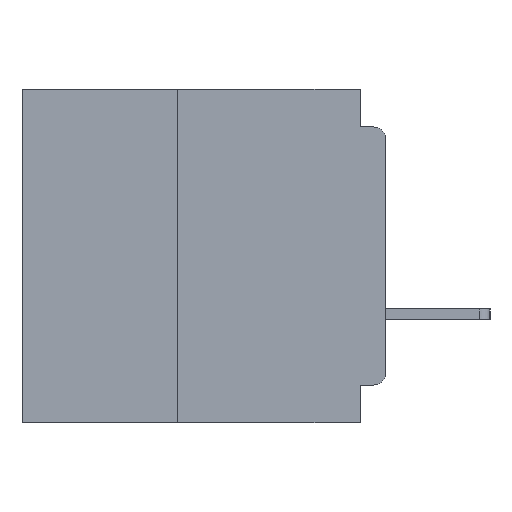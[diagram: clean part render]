
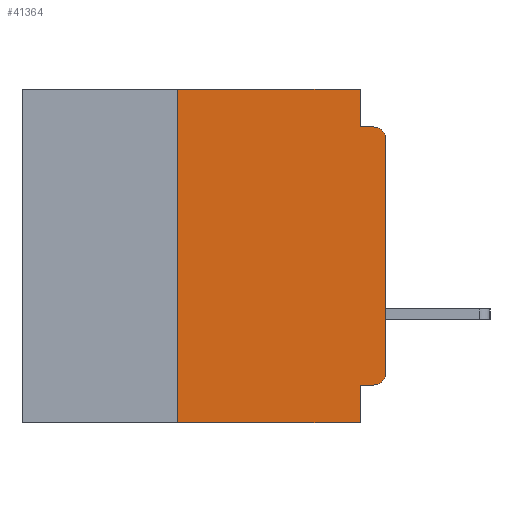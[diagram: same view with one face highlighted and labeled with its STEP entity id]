
A CAD part, left-side view. The second image highlights one B-rep face of the part: STEP entity #41364.
In plain terms, the highlighted planar face has unit normal (-1, 0, 0).
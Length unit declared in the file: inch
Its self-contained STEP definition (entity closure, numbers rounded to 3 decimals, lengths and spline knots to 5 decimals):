
#330 = DIRECTION ( 'NONE',  ( 0., 0., -1. ) ) ;
#586 = CARTESIAN_POINT ( 'NONE',  ( 0., 0.015, -0.045 ) ) ;
#1904 = ORIENTED_EDGE ( 'NONE', *, *, #8812, .T. ) ;
#2114 = ORIENTED_EDGE ( 'NONE', *, *, #19719, .F. ) ;
#2122 = VERTEX_POINT ( 'NONE', #59000 ) ;
#2216 = DIRECTION ( 'NONE',  ( 0., 0., -1. ) ) ;
#3162 = EDGE_CURVE ( 'NONE', #52439, #28626, #17388, .T. ) ;
#4605 = VECTOR ( 'NONE', #27117, 39.37008 ) ;
#4686 = CARTESIAN_POINT ( 'NONE',  ( 0., 0., -0.34 ) ) ;
#6281 = VERTEX_POINT ( 'NONE', #36471 ) ;
#8812 = EDGE_CURVE ( 'NONE', #6281, #2122, #47494, .T. ) ;
#10729 = ORIENTED_EDGE ( 'NONE', *, *, #38844, .F. ) ;
#11573 = EDGE_CURVE ( 'NONE', #36577, #33976, #32153, .T. ) ;
#12647 = CARTESIAN_POINT ( 'NONE',  ( 0., 0., -0.045 ) ) ;
#13041 = CARTESIAN_POINT ( 'NONE',  ( 0., 0.437, 0. ) ) ;
#13045 = DIRECTION ( 'NONE',  ( 0., 0., 1. ) ) ;
#13859 = EDGE_CURVE ( 'NONE', #6281, #20810, #61045, .T. ) ;
#13939 = CARTESIAN_POINT ( 'NONE',  ( 0., 0.015, -0.06 ) ) ;
#17388 = LINE ( 'NONE', #55800, #4605 ) ;
#18660 = CARTESIAN_POINT ( 'NONE',  ( 0., 0.031, 0. ) ) ;
#18728 = DIRECTION ( 'NONE',  ( 0., 0., -1. ) ) ;
#19571 = AXIS2_PLACEMENT_3D ( 'NONE', #25607, #59076, #30410 ) ;
#19719 = EDGE_CURVE ( 'NONE', #30191, #52521, #29258, .T. ) ;
#20810 = VERTEX_POINT ( 'NONE', #29990 ) ;
#20843 = ORIENTED_EDGE ( 'NONE', *, *, #11573, .T. ) ;
#21347 = CARTESIAN_POINT ( 'NONE',  ( 0., 0.437, 0. ) ) ;
#22008 = VECTOR ( 'NONE', #41270, 39.37008 ) ;
#22525 = LINE ( 'NONE', #27947, #60714 ) ;
#22769 = ORIENTED_EDGE ( 'NONE', *, *, #34947, .T. ) ;
#23082 = VECTOR ( 'NONE', #56116, 39.37008 ) ;
#23238 = CIRCLE ( 'NONE', #19571, 0.015 ) ;
#23457 = DIRECTION ( 'NONE',  ( 0., 0., -1. ) ) ;
#23485 = LINE ( 'NONE', #12647, #22008 ) ;
#23592 = VECTOR ( 'NONE', #39515, 39.37008 ) ;
#23696 = EDGE_LOOP ( 'NONE', ( #22769, #20843, #10729, #2114, #61167, #29092, #1904, #40642, #34228, #26013 ) ) ;
#25308 = CARTESIAN_POINT ( 'NONE',  ( 0., 0.437, -0.4 ) ) ;
#25607 = CARTESIAN_POINT ( 'NONE',  ( 0., 0.015, -0.34 ) ) ;
#26013 = ORIENTED_EDGE ( 'NONE', *, *, #50627, .T. ) ;
#26376 = AXIS2_PLACEMENT_3D ( 'NONE', #13939, #47324, #18728 ) ;
#27117 = DIRECTION ( 'NONE',  ( 0., 1., 0. ) ) ;
#27947 = CARTESIAN_POINT ( 'NONE',  ( 0., 0., 0. ) ) ;
#28626 = VERTEX_POINT ( 'NONE', #46522 ) ;
#29092 = ORIENTED_EDGE ( 'NONE', *, *, #13859, .F. ) ;
#29258 = LINE ( 'NONE', #18660, #40495 ) ;
#29990 = CARTESIAN_POINT ( 'NONE',  ( 0., 0.25, 0. ) ) ;
#30191 = VERTEX_POINT ( 'NONE', #58321 ) ;
#30410 = DIRECTION ( 'NONE',  ( 0., 0., -1. ) ) ;
#30933 = DIRECTION ( 'NONE',  ( 1., 0., 0. ) ) ;
#31860 = AXIS2_PLACEMENT_3D ( 'NONE', #21347, #30933, #2216 ) ;
#32153 = CIRCLE ( 'NONE', #26376, 0.015 ) ;
#33976 = VERTEX_POINT ( 'NONE', #586 ) ;
#34228 = ORIENTED_EDGE ( 'NONE', *, *, #3162, .F. ) ;
#34947 = EDGE_CURVE ( 'NONE', #60173, #36577, #22525, .T. ) ;
#35771 = LINE ( 'NONE', #13041, #23082 ) ;
#36471 = CARTESIAN_POINT ( 'NONE',  ( 0., 0.25, -0.4 ) ) ;
#36577 = VERTEX_POINT ( 'NONE', #55601 ) ;
#38508 = CARTESIAN_POINT ( 'NONE',  ( 0., 0.031, -0.045 ) ) ;
#38844 = EDGE_CURVE ( 'NONE', #52521, #33976, #23485, .T. ) ;
#39515 = DIRECTION ( 'NONE',  ( 0., -1., 0. ) ) ;
#40337 = PLANE ( 'NONE',  #31860 ) ;
#40495 = VECTOR ( 'NONE', #23457, 39.37008 ) ;
#40642 = ORIENTED_EDGE ( 'NONE', *, *, #45767, .F. ) ;
#40934 = EDGE_CURVE ( 'NONE', #20810, #30191, #35771, .T. ) ;
#41270 = DIRECTION ( 'NONE',  ( 0., -1., 0. ) ) ;
#41364 = ADVANCED_FACE ( 'NONE', ( #49919 ), #40337, .F. ) ;
#45767 = EDGE_CURVE ( 'NONE', #28626, #2122, #47896, .T. ) ;
#46395 = VECTOR ( 'NONE', #330, 39.37008 ) ;
#46522 = CARTESIAN_POINT ( 'NONE',  ( 0., 0.031, -0.355 ) ) ;
#46875 = CARTESIAN_POINT ( 'NONE',  ( 0., 0.015, -0.355 ) ) ;
#47324 = DIRECTION ( 'NONE',  ( -1., 0., 0. ) ) ;
#47494 = LINE ( 'NONE', #25308, #23592 ) ;
#47896 = LINE ( 'NONE', #57742, #46395 ) ;
#48268 = VECTOR ( 'NONE', #13045, 39.37008 ) ;
#49919 = FACE_OUTER_BOUND ( 'NONE', #23696, .T. ) ;
#50627 = EDGE_CURVE ( 'NONE', #52439, #60173, #23238, .T. ) ;
#52439 = VERTEX_POINT ( 'NONE', #46875 ) ;
#52521 = VERTEX_POINT ( 'NONE', #38508 ) ;
#55601 = CARTESIAN_POINT ( 'NONE',  ( 0., 0., -0.06 ) ) ;
#55800 = CARTESIAN_POINT ( 'NONE',  ( 0., 0., -0.355 ) ) ;
#55910 = CARTESIAN_POINT ( 'NONE',  ( 0., 0.25, -0.4 ) ) ;
#56116 = DIRECTION ( 'NONE',  ( 0., -1., 0. ) ) ;
#56629 = DIRECTION ( 'NONE',  ( 0., 0., 1. ) ) ;
#57742 = CARTESIAN_POINT ( 'NONE',  ( 0., 0.031, -0.4 ) ) ;
#58321 = CARTESIAN_POINT ( 'NONE',  ( 0., 0.031, 0. ) ) ;
#59000 = CARTESIAN_POINT ( 'NONE',  ( 0., 0.031, -0.4 ) ) ;
#59076 = DIRECTION ( 'NONE',  ( -1., 0., 0. ) ) ;
#60173 = VERTEX_POINT ( 'NONE', #4686 ) ;
#60714 = VECTOR ( 'NONE', #56629, 39.37008 ) ;
#61045 = LINE ( 'NONE', #55910, #48268 ) ;
#61167 = ORIENTED_EDGE ( 'NONE', *, *, #40934, .F. ) ;
